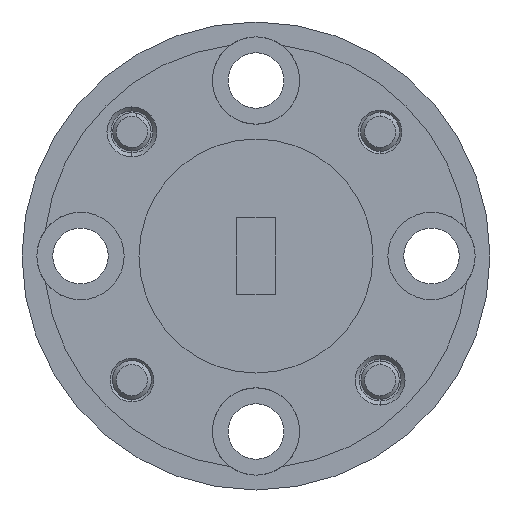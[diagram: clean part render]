
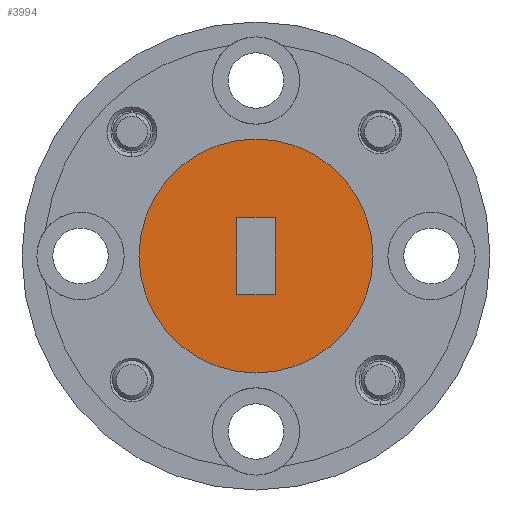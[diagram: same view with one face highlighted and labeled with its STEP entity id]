
A CAD part, left-side view. The second image highlights one B-rep face of the part: STEP entity #3994.
In plain terms, the highlighted planar face has unit normal (-1, 0, 0).
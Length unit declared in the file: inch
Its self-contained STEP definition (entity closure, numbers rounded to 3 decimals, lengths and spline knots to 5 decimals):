
#57 = CARTESIAN_POINT ( 'NONE',  ( -0.65805, 2.12052, 2.94561 ) ) ;
#156 = VERTEX_POINT ( 'NONE', #1798 ) ;
#186 = DIRECTION ( 'NONE',  ( 0., -1., 0. ) ) ;
#323 = DIRECTION ( 'NONE',  ( 0., 0., -1. ) ) ;
#371 = CARTESIAN_POINT ( 'NONE',  ( -0.65805, 1.90252, 2.88461 ) ) ;
#519 = FACE_OUTER_BOUND ( 'NONE', #6104, .T. ) ;
#637 = CIRCLE ( 'NONE', #6196, 0.1875 ) ;
#812 = LINE ( 'NONE', #6596, #2222 ) ;
#930 = CARTESIAN_POINT ( 'NONE',  ( -0.65805, 2.12052, 2.82361 ) ) ;
#1026 = PLANE ( 'NONE',  #2735 ) ;
#1283 = DIRECTION ( 'NONE',  ( 0., -1., 0. ) ) ;
#1318 = EDGE_CURVE ( 'NONE', #156, #6333, #812, .T. ) ;
#1403 = EDGE_CURVE ( 'NONE', #5427, #1948, #4333, .T. ) ;
#1536 = LINE ( 'NONE', #6671, #5806 ) ;
#1676 = DIRECTION ( 'NONE',  ( 0., -1., 0. ) ) ;
#1798 = CARTESIAN_POINT ( 'NONE',  ( -0.65805, 2.05952, 2.82361 ) ) ;
#1898 = ORIENTED_EDGE ( 'NONE', *, *, #4721, .T. ) ;
#1948 = VERTEX_POINT ( 'NONE', #5633 ) ;
#2041 = LINE ( 'NONE', #930, #5497 ) ;
#2147 = CARTESIAN_POINT ( 'NONE',  ( -0.65805, 2.12052, 2.82361 ) ) ;
#2166 = CARTESIAN_POINT ( 'NONE',  ( -0.65805, 2.05952, 2.94561 ) ) ;
#2188 = EDGE_CURVE ( 'NONE', #6333, #5427, #2041, .T. ) ;
#2201 = CARTESIAN_POINT ( 'NONE',  ( -0.65805, 2.09002, 2.88461 ) ) ;
#2222 = VECTOR ( 'NONE', #3898, 39.37008 ) ;
#2735 = AXIS2_PLACEMENT_3D ( 'NONE', #2201, #3120, #1676 ) ;
#3120 = DIRECTION ( 'NONE',  ( -1., 0., 0. ) ) ;
#3172 = EDGE_LOOP ( 'NONE', ( #4650, #5878, #6578, #5970 ) ) ;
#3181 = DIRECTION ( 'NONE',  ( -1., 0., 0. ) ) ;
#3186 = AXIS2_PLACEMENT_3D ( 'NONE', #4708, #3181, #3766 ) ;
#3487 = EDGE_CURVE ( 'NONE', #1948, #156, #1536, .T. ) ;
#3766 = DIRECTION ( 'NONE',  ( 0., -1., 0. ) ) ;
#3898 = DIRECTION ( 'NONE',  ( 0., 1., 0. ) ) ;
#3911 = CARTESIAN_POINT ( 'NONE',  ( -0.65805, 2.09002, 2.88461 ) ) ;
#3994 = ADVANCED_FACE ( 'NONE', ( #4713, #519 ), #1026, .T. ) ;
#4057 = VECTOR ( 'NONE', #186, 39.37008 ) ;
#4329 = VERTEX_POINT ( 'NONE', #371 ) ;
#4333 = LINE ( 'NONE', #2166, #4057 ) ;
#4650 = ORIENTED_EDGE ( 'NONE', *, *, #1403, .T. ) ;
#4708 = CARTESIAN_POINT ( 'NONE',  ( -0.65805, 2.09002, 2.88461 ) ) ;
#4713 = FACE_BOUND ( 'NONE', #3172, .T. ) ;
#4721 = EDGE_CURVE ( 'NONE', #6399, #4329, #637, .T. ) ;
#4799 = ORIENTED_EDGE ( 'NONE', *, *, #5915, .T. ) ;
#5427 = VERTEX_POINT ( 'NONE', #57 ) ;
#5497 = VECTOR ( 'NONE', #5533, 39.37008 ) ;
#5533 = DIRECTION ( 'NONE',  ( 0., 0., 1. ) ) ;
#5633 = CARTESIAN_POINT ( 'NONE',  ( -0.65805, 2.05952, 2.94561 ) ) ;
#5806 = VECTOR ( 'NONE', #323, 39.37008 ) ;
#5878 = ORIENTED_EDGE ( 'NONE', *, *, #3487, .T. ) ;
#5915 = EDGE_CURVE ( 'NONE', #4329, #6399, #6305, .T. ) ;
#5970 = ORIENTED_EDGE ( 'NONE', *, *, #2188, .T. ) ;
#6104 = EDGE_LOOP ( 'NONE', ( #4799, #1898 ) ) ;
#6196 = AXIS2_PLACEMENT_3D ( 'NONE', #3911, #6442, #1283 ) ;
#6305 = CIRCLE ( 'NONE', #3186, 0.1875 ) ;
#6328 = CARTESIAN_POINT ( 'NONE',  ( -0.65805, 2.27752, 2.88461 ) ) ;
#6333 = VERTEX_POINT ( 'NONE', #2147 ) ;
#6399 = VERTEX_POINT ( 'NONE', #6328 ) ;
#6442 = DIRECTION ( 'NONE',  ( -1., 0., 0. ) ) ;
#6578 = ORIENTED_EDGE ( 'NONE', *, *, #1318, .T. ) ;
#6596 = CARTESIAN_POINT ( 'NONE',  ( -0.65805, 2.05952, 2.82361 ) ) ;
#6671 = CARTESIAN_POINT ( 'NONE',  ( -0.65805, 2.05952, 2.82361 ) ) ;
